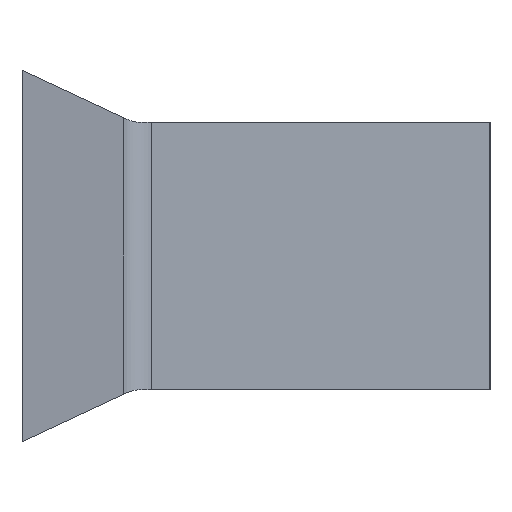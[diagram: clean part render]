
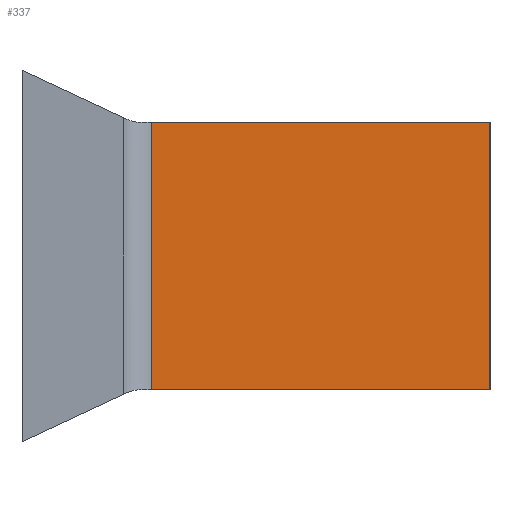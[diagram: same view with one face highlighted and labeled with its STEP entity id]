
A CAD part, left-side view. The second image highlights one B-rep face of the part: STEP entity #337.
In plain terms, the highlighted planar face has unit normal (-1, 0, 0).
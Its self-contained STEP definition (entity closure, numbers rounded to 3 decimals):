
#96 = CARTESIAN_POINT ( 'NONE',  ( -61., 16., 6. ) ) ;
#98 = ORIENTED_EDGE ( 'NONE', *, *, #643, .T. ) ;
#186 = DIRECTION ( 'NONE',  ( 0., 0., 1. ) ) ;
#214 = VECTOR ( 'NONE', #913, 1000. ) ;
#231 = FACE_OUTER_BOUND ( 'NONE', #609, .T. ) ;
#235 = EDGE_CURVE ( 'NONE', #389, #272, #635, .T. ) ;
#239 = AXIS2_PLACEMENT_3D ( 'NONE', #1104, #596, #1013 ) ;
#272 = VERTEX_POINT ( 'NONE', #834 ) ;
#332 = LINE ( 'NONE', #723, #214 ) ;
#333 = LINE ( 'NONE', #826, #1124 ) ;
#337 = ADVANCED_FACE ( 'NONE', ( #231 ), #817, .F. ) ;
#364 = VERTEX_POINT ( 'NONE', #444 ) ;
#378 = DIRECTION ( 'NONE',  ( 0., -1., 0. ) ) ;
#389 = VERTEX_POINT ( 'NONE', #1054 ) ;
#390 = CARTESIAN_POINT ( 'NONE',  ( -61., 15.169, 6. ) ) ;
#444 = CARTESIAN_POINT ( 'NONE',  ( -61., 15.169, -6. ) ) ;
#481 = VECTOR ( 'NONE', #378, 1000. ) ;
#567 = LINE ( 'NONE', #96, #481 ) ;
#596 = DIRECTION ( 'NONE',  ( 1., 0., 0. ) ) ;
#609 = EDGE_LOOP ( 'NONE', ( #985, #98, #999, #1183 ) ) ;
#635 = LINE ( 'NONE', #1040, #864 ) ;
#643 = EDGE_CURVE ( 'NONE', #937, #364, #332, .T. ) ;
#723 = CARTESIAN_POINT ( 'NONE',  ( -61., 15.169, -6. ) ) ;
#817 = PLANE ( 'NONE',  #239 ) ;
#826 = CARTESIAN_POINT ( 'NONE',  ( -61., 16., -6. ) ) ;
#834 = CARTESIAN_POINT ( 'NONE',  ( -61., 0., 6. ) ) ;
#864 = VECTOR ( 'NONE', #186, 1000. ) ;
#913 = DIRECTION ( 'NONE',  ( 0., 0., -1. ) ) ;
#937 = VERTEX_POINT ( 'NONE', #390 ) ;
#985 = ORIENTED_EDGE ( 'NONE', *, *, #1276, .F. ) ;
#999 = ORIENTED_EDGE ( 'NONE', *, *, #1038, .T. ) ;
#1013 = DIRECTION ( 'NONE',  ( 0., 0., -1. ) ) ;
#1038 = EDGE_CURVE ( 'NONE', #364, #389, #333, .T. ) ;
#1040 = CARTESIAN_POINT ( 'NONE',  ( -61., 0., -6. ) ) ;
#1054 = CARTESIAN_POINT ( 'NONE',  ( -61., 0., -6. ) ) ;
#1104 = CARTESIAN_POINT ( 'NONE',  ( -61., 16., -6. ) ) ;
#1124 = VECTOR ( 'NONE', #1233, 1000. ) ;
#1183 = ORIENTED_EDGE ( 'NONE', *, *, #235, .T. ) ;
#1233 = DIRECTION ( 'NONE',  ( 0., -1., 0. ) ) ;
#1276 = EDGE_CURVE ( 'NONE', #937, #272, #567, .T. ) ;
